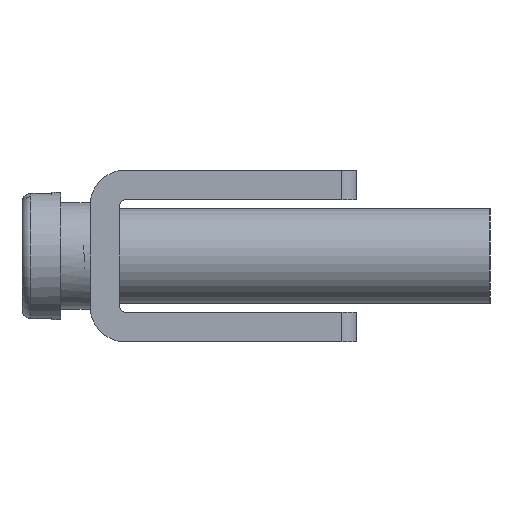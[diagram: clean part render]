
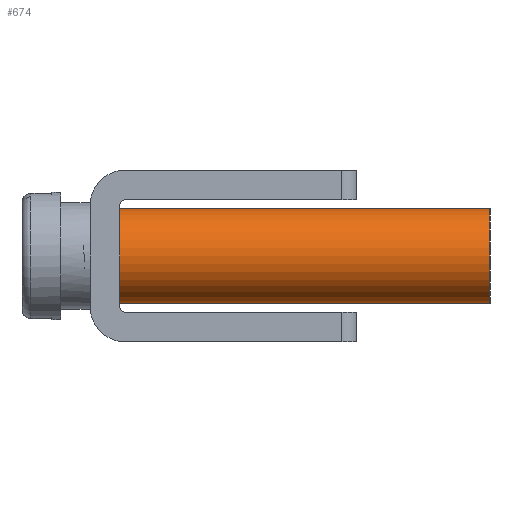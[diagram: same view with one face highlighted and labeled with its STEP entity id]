
A CAD part, left-side view. The second image highlights one B-rep face of the part: STEP entity #674.
In plain terms, the highlighted cylindrical face has radius 1.6 mm (diameter 3.2 mm), a full revolution.
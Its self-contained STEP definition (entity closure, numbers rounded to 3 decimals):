
#158=CYLINDRICAL_SURFACE('',#7552,1.6);
#300=FACE_BOUND('',#1670,.T.);
#301=FACE_BOUND('',#1671,.T.);
#674=ADVANCED_FACE('',(#300,#301),#158,.T.);
#1670=EDGE_LOOP('',(#2569));
#1671=EDGE_LOOP('',(#2570));
#2158=CIRCLE('',#7532,1.6);
#2169=CIRCLE('',#7551,1.6);
#2569=ORIENTED_EDGE('',*,*,#5411,.F.);
#2570=ORIENTED_EDGE('',*,*,#5380,.F.);
#4642=VERTEX_POINT('',#10352);
#4667=VERTEX_POINT('',#10428);
#5380=EDGE_CURVE('',#4642,#4642,#2158,.T.);
#5411=EDGE_CURVE('',#4667,#4667,#2169,.T.);
#7532=AXIS2_PLACEMENT_3D('',#10351,#8295,#8296);
#7551=AXIS2_PLACEMENT_3D('',#10427,#8351,#8352);
#7552=AXIS2_PLACEMENT_3D('',#10429,#8353,#8354);
#8295=DIRECTION('',(0.,-1.,0.));
#8296=DIRECTION('',(0.,0.,1.));
#8351=DIRECTION('',(0.,1.,0.));
#8352=DIRECTION('',(0.,0.,-1.));
#8353=DIRECTION('',(0.,1.,0.));
#8354=DIRECTION('',(0.,0.,-1.));
#10351=CARTESIAN_POINT('',(-35.3,61.5,-3.95));
#10352=CARTESIAN_POINT('',(-35.3,61.5,-2.35));
#10427=CARTESIAN_POINT('',(-35.3,74.,-3.95));
#10428=CARTESIAN_POINT('',(-35.3,74.,-5.55));
#10429=CARTESIAN_POINT('',(-35.3,61.5,-3.95));
